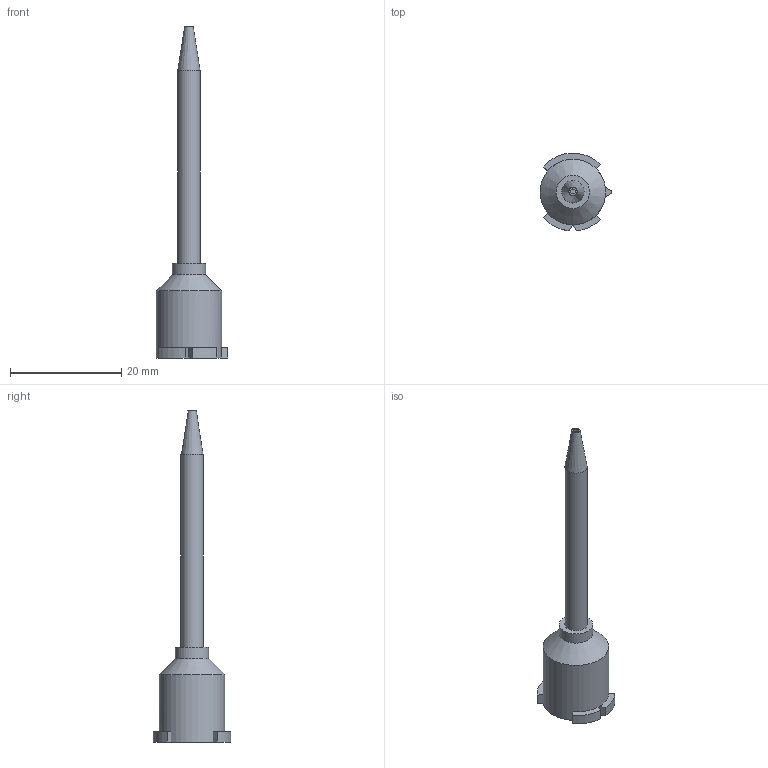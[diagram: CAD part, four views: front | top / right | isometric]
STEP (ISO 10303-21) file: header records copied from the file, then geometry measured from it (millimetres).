
FILE_DESCRIPTION(/* description */ ('Unknown','CAx-IF Rec.Pracs.---Representation and Presentation of Product Manufacturing Information (PMI)---4.0---2014-10-13','CAx-IF Rec.Pracs.---3D Tessellated Geometry---0.4---2014-09-14','2;1'),/* implementation_level */ '2;1');
FILE_NAME(/* name */ 'M-25D-216-K',/* time_stamp */ '2021-04-21T11:30:30+02:00',/* author */ ('Unknown'),/* organization */ ('Unknown'),/* preprocessor_version */ 'ST-DEVELOPER v16.7',/* originating_system */ 'Solid Edge',/* authorisation */ 'Unknown');
FILE_SCHEMA (('AP242_MANAGED_MODEL_BASED_3D_ENGINEERING_MIM_LF { 1 0 10303 442 1 1 4 }'));
Length unit declared in the file: millimetre
Products named in the file (1): M-25D-216-K
Bounding box: 12.9 x 13.96 x 59.7 mm (x, y, z)
Volume: 1907.9 mm3; surface area: 1621 mm2
Topology: 1 solids, 1 shells, 27 faces, 139 edges, 188 vertices
Faces by surface type: plane 15, cylinder 9, cone 3
Full cylindrical faces by diameter (mm): 2.5 x1, 4 x1, 6 x1, 11.8 x1
Entity records: 1966 total; most frequent: CARTESIAN_POINT 635, DIRECTION 144, ORIENTED_EDGE 114, PRESENTATION_STYLE_ASSIGNMENT 102, STYLED_ITEM 100, CURVE_STYLE 74, DRAUGHTING_PRE_DEFINED_CURVE_FONT 74, TRIMMED_CURVE 73
